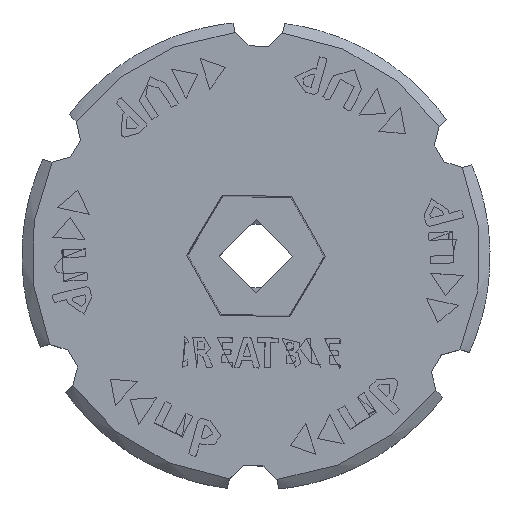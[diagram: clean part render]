
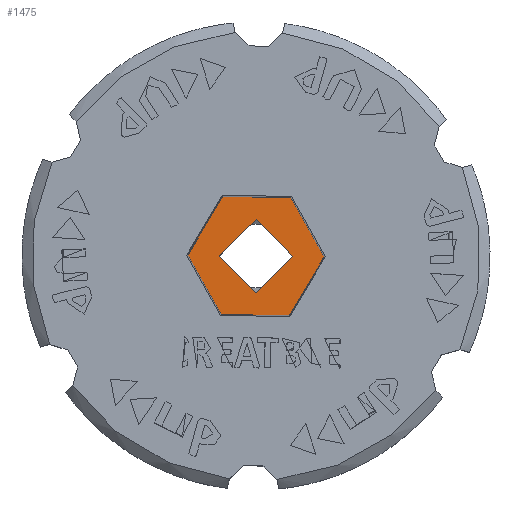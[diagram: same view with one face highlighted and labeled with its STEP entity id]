
A CAD part, top view. The second image highlights one B-rep face of the part: STEP entity #1475.
In plain terms, the highlighted planar face has unit normal (0, 0, 1).
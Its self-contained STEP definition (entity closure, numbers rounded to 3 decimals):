
#1475=ADVANCED_FACE('',(#3755,#3756),#1825,.F.);
#1825=PLANE('',#11540);
#2075=CIRCLE('',#11539,4.263);
#2689=LINE('',#23186,#3503);
#2691=LINE('',#23190,#3505);
#2693=LINE('',#23194,#3507);
#2695=LINE('',#23198,#3509);
#2697=LINE('',#23202,#3511);
#2699=LINE('',#23206,#3513);
#3503=VECTOR('',#13190,1.);
#3505=VECTOR('',#13194,1.);
#3507=VECTOR('',#13198,1.);
#3509=VECTOR('',#13202,1.);
#3511=VECTOR('',#13206,1.);
#3513=VECTOR('',#13210,1.);
#3755=FACE_BOUND('',#4212,.T.);
#3756=FACE_BOUND('',#4213,.T.);
#4212=EDGE_LOOP('',(#6712,#6713,#6714,#6715,#6716,#6717));
#4213=EDGE_LOOP('',(#6718));
#6712=ORIENTED_EDGE('',*,*,#10064,.T.);
#6713=ORIENTED_EDGE('',*,*,#10074,.T.);
#6714=ORIENTED_EDGE('',*,*,#10072,.T.);
#6715=ORIENTED_EDGE('',*,*,#10070,.T.);
#6716=ORIENTED_EDGE('',*,*,#10068,.T.);
#6717=ORIENTED_EDGE('',*,*,#10066,.T.);
#6718=ORIENTED_EDGE('',*,*,#10075,.T.);
#8598=VERTEX_POINT('',#23185);
#8599=VERTEX_POINT('',#23187);
#8600=VERTEX_POINT('',#23191);
#8601=VERTEX_POINT('',#23195);
#8602=VERTEX_POINT('',#23199);
#8603=VERTEX_POINT('',#23203);
#8604=VERTEX_POINT('',#23209);
#10064=EDGE_CURVE('',#8599,#8598,#2689,.T.);
#10066=EDGE_CURVE('',#8600,#8599,#2691,.T.);
#10068=EDGE_CURVE('',#8601,#8600,#2693,.T.);
#10070=EDGE_CURVE('',#8602,#8601,#2695,.T.);
#10072=EDGE_CURVE('',#8603,#8602,#2697,.T.);
#10074=EDGE_CURVE('',#8598,#8603,#2699,.T.);
#10075=EDGE_CURVE('',#8604,#8604,#2075,.T.);
#11539=AXIS2_PLACEMENT_3D('',#23208,#13213,#13214);
#11540=AXIS2_PLACEMENT_3D('',#23210,#13215,#13216);
#13190=DIRECTION('',(-0.511,-0.859,0.));
#13194=DIRECTION('',(-1.,0.013,0.));
#13198=DIRECTION('',(-0.489,0.872,0.));
#13202=DIRECTION('',(0.511,0.859,0.));
#13206=DIRECTION('',(1.,-0.013,0.));
#13210=DIRECTION('',(0.489,-0.872,0.));
#13213=DIRECTION('',(0.,0.,-1.));
#13214=DIRECTION('',(-1.,0.013,0.));
#13215=DIRECTION('',(0.,0.,-1.));
#13216=DIRECTION('',(1.,-0.013,0.));
#23185=CARTESIAN_POINT('',(794.261,524.787,607.225));
#23186=CARTESIAN_POINT('',(794.225,524.726,607.225));
#23187=CARTESIAN_POINT('',(798.278,531.542,607.225));
#23190=CARTESIAN_POINT('',(798.208,531.543,607.225));
#23191=CARTESIAN_POINT('',(806.137,531.44,607.225));
#23194=CARTESIAN_POINT('',(806.102,531.502,607.225));
#23195=CARTESIAN_POINT('',(809.978,524.584,607.225));
#23198=CARTESIAN_POINT('',(810.014,524.644,607.225));
#23199=CARTESIAN_POINT('',(805.961,517.829,607.225));
#23202=CARTESIAN_POINT('',(806.031,517.828,607.225));
#23203=CARTESIAN_POINT('',(798.102,517.931,607.225));
#23206=CARTESIAN_POINT('',(798.137,517.869,607.225));
#23208=CARTESIAN_POINT('',(802.12,524.685,607.225));
#23209=CARTESIAN_POINT('',(797.857,524.741,607.225));
#23210=CARTESIAN_POINT('',(1260.814,582.451,607.225));
